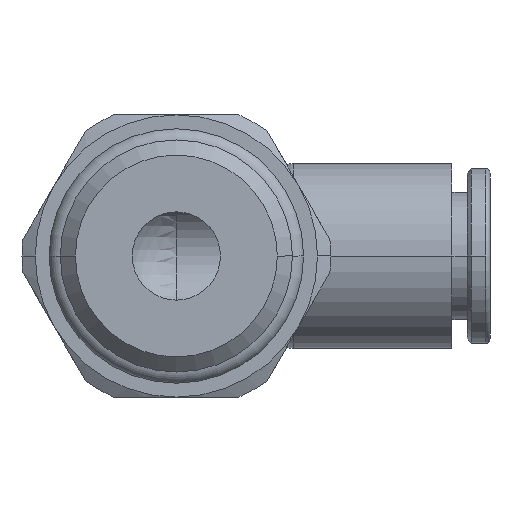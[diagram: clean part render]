
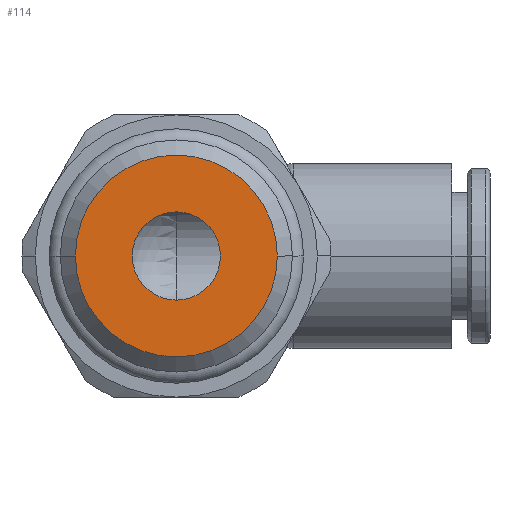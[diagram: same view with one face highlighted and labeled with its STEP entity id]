
A CAD part, front view. The second image highlights one B-rep face of the part: STEP entity #114.
In plain terms, the highlighted planar face has unit normal (0, -1, 0).
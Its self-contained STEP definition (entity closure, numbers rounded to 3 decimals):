
#114=ADVANCED_FACE('',(#304,#305),#306,.T.);
#304=FACE_BOUND('',#550,.T.);
#305=FACE_OUTER_BOUND('',#551,.T.);
#306=PLANE('',#552);
#550=EDGE_LOOP('',(#1194,#1195));
#551=EDGE_LOOP('',(#1196,#1197));
#552=AXIS2_PLACEMENT_3D('',#1198,#1199,#1200);
#1194=ORIENTED_EDGE('',*,*,#1708,.T.);
#1195=ORIENTED_EDGE('',*,*,#1795,.T.);
#1196=ORIENTED_EDGE('',*,*,#1699,.F.);
#1197=ORIENTED_EDGE('',*,*,#1798,.F.);
#1198=CARTESIAN_POINT('',(-2.861,-5.45,0.0));
#1199=DIRECTION('',(0.,-1.0,0.0));
#1200=DIRECTION('',(1.0,0.,0.0));
#1699=EDGE_CURVE('',#2083,#2085,#2086,.T.);
#1708=EDGE_CURVE('',#2097,#2101,#2103,.T.);
#1795=EDGE_CURVE('',#2101,#2097,#2241,.T.);
#1798=EDGE_CURVE('',#2085,#2083,#2244,.T.);
#2083=VERTEX_POINT('',#2791);
#2085=VERTEX_POINT('',#2794);
#2086=CIRCLE('',#2795,5.723);
#2097=VERTEX_POINT('',#2809);
#2101=VERTEX_POINT('',#2814);
#2103=CIRCLE('',#2817,2.5);
#2241=CIRCLE('',#3087,2.5);
#2244=CIRCLE('',#3090,5.723);
#2791=CARTESIAN_POINT('',(-5.723,-5.45,0.0));
#2794=CARTESIAN_POINT('',(5.723,-5.45,0.));
#2795=AXIS2_PLACEMENT_3D('',#3732,#3733,#3734);
#2809=CARTESIAN_POINT('',(2.5,-5.45,0.0));
#2814=CARTESIAN_POINT('',(-2.5,-5.45,0.));
#2817=AXIS2_PLACEMENT_3D('',#3749,#3750,#3751);
#3087=AXIS2_PLACEMENT_3D('',#3899,#3900,#3901);
#3090=AXIS2_PLACEMENT_3D('',#3908,#3909,#3910);
#3732=CARTESIAN_POINT('',(0.0,-5.45,0.0));
#3733=DIRECTION('',(0.0,1.0,0.0));
#3734=DIRECTION('',(-1.0,0.0,0.0));
#3749=CARTESIAN_POINT('',(0.0,-5.45,0.0));
#3750=DIRECTION('',(0.,1.0,0.0));
#3751=DIRECTION('',(1.0,0.,0.0));
#3899=CARTESIAN_POINT('',(0.0,-5.45,0.0));
#3900=DIRECTION('',(0.,1.0,0.0));
#3901=DIRECTION('',(1.0,0.,0.0));
#3908=CARTESIAN_POINT('',(0.0,-5.45,0.0));
#3909=DIRECTION('',(0.0,1.0,0.0));
#3910=DIRECTION('',(-1.0,0.0,0.0));
